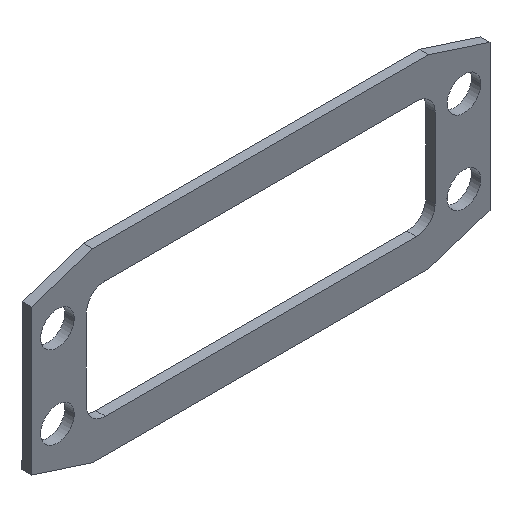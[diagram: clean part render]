
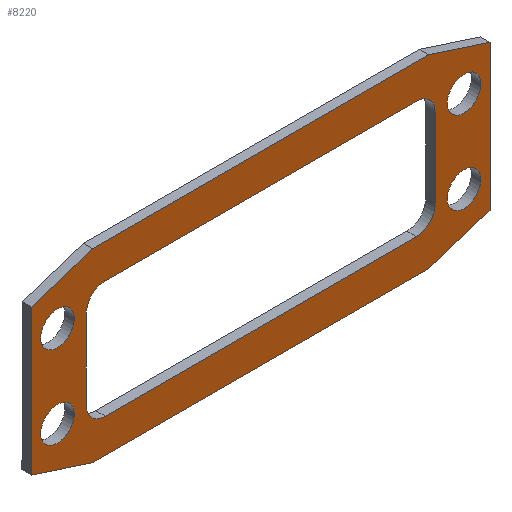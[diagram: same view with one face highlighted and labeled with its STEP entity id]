
A CAD part, isometric view. The second image highlights one B-rep face of the part: STEP entity #8220.
In plain terms, the highlighted face is planar.
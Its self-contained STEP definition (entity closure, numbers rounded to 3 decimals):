
#210=CARTESIAN_POINT('',(21.34,49.287,-4.));
#220=VERTEX_POINT('',#210);
#250=CARTESIAN_POINT('',(21.34,52.837,-4.));
#260=DIRECTION('',(0.,0.,-1.));
#270=DIRECTION('',(1.,0.,0.));
#280=AXIS2_PLACEMENT_3D('',#250,#260,#270);
#290=CIRCLE('',#280,3.55);
#300=CARTESIAN_POINT('',(24.89,52.837,-4.));
#310=VERTEX_POINT('',#300);
#320=EDGE_CURVE('',#310,#220,#290,.T.);
#340=CARTESIAN_POINT('',(21.34,56.387,-4.));
#350=VERTEX_POINT('',#340);
#360=EDGE_CURVE('',#350,#310,#290,.T.);
#630=CARTESIAN_POINT('',(64.434,0.,-4.));
#640=DIRECTION('',(-0.309,0.951,0.));
#650=VECTOR('',#640,1.);
#660=LINE('',#630,#650);
#670=CARTESIAN_POINT('',(49.69,45.377,-4.));
#680=VERTEX_POINT('',#670);
#690=CARTESIAN_POINT('',(45.479,58.337,-4.));
#700=VERTEX_POINT('',#690);
#710=EDGE_CURVE('',#680,#700,#660,.T.);
#1250=CARTESIAN_POINT('',(38.84,49.287,-4.));
#1260=VERTEX_POINT('',#1250);
#1290=CARTESIAN_POINT('',(38.84,52.837,-4.));
#1300=DIRECTION('',(0.,0.,-1.));
#1310=DIRECTION('',(1.,0.,0.));
#1320=AXIS2_PLACEMENT_3D('',#1290,#1300,#1310);
#1330=CIRCLE('',#1320,3.55);
#1340=CARTESIAN_POINT('',(42.39,52.837,-4.));
#1350=VERTEX_POINT('',#1340);
#1360=EDGE_CURVE('',#1350,#1260,#1330,.T.);
#1380=CARTESIAN_POINT('',(38.84,56.387,-4.));
#1390=VERTEX_POINT('',#1380);
#1400=EDGE_CURVE('',#1390,#1350,#1330,.T.);
#1670=CARTESIAN_POINT('',(38.49,-23.063,-4.));
#1680=DIRECTION('',(0.,0.,-1.));
#1690=DIRECTION('',(1.,0.,0.));
#1700=AXIS2_PLACEMENT_3D('',#1670,#1680,#1690);
#1710=CIRCLE('',#1700,4.);
#1720=CARTESIAN_POINT('',(42.49,-23.063,-4.));
#1730=VERTEX_POINT('',#1720);
#1740=CARTESIAN_POINT('',(38.49,-27.063,-4.));
#1750=VERTEX_POINT('',#1740);
#1760=EDGE_CURVE('',#1730,#1750,#1710,.T.);
#2160=CARTESIAN_POINT('',(0.,46.737,-4.));
#2170=DIRECTION('',(-1.,0.,0.));
#2180=VECTOR('',#2170,1.);
#2190=LINE('',#2160,#2180);
#2200=CARTESIAN_POINT('',(38.49,46.737,-4.));
#2210=VERTEX_POINT('',#2200);
#2220=CARTESIAN_POINT('',(21.69,46.737,-4.));
#2230=VERTEX_POINT('',#2220);
#2240=EDGE_CURVE('',#2210,#2230,#2190,.T.);
#2670=CARTESIAN_POINT('',(42.49,42.737,-4.));
#2680=VERTEX_POINT('',#2670);
#2800=CARTESIAN_POINT('',(42.49,0.,-4.));
#2810=DIRECTION('',(0.,-1.,0.));
#2820=VECTOR('',#2810,1.);
#2830=LINE('',#2800,#2820);
#2840=EDGE_CURVE('',#2680,#1730,#2830,.T.);
#3010=CARTESIAN_POINT('',(2.139,0.,-4.));
#3020=DIRECTION('',(0.309,-0.951,0.));
#3030=VECTOR('',#3020,1.);
#3040=LINE('',#3010,#3030);
#3050=CARTESIAN_POINT('',(10.49,-25.703,-4.));
#3060=VERTEX_POINT('',#3050);
#3070=CARTESIAN_POINT('',(14.701,-38.663,-4.));
#3080=VERTEX_POINT('',#3070);
#3090=EDGE_CURVE('',#3060,#3080,#3040,.T.);
#3540=CARTESIAN_POINT('',(49.69,-25.703,-4.));
#3550=VERTEX_POINT('',#3540);
#3650=CARTESIAN_POINT('',(49.69,0.,-4.));
#3660=DIRECTION('',(0.,1.,0.));
#3670=VECTOR('',#3660,1.);
#3680=LINE('',#3650,#3670);
#3690=EDGE_CURVE('',#3550,#680,#3680,.T.);
#4000=CARTESIAN_POINT('',(10.49,45.377,-4.));
#4010=VERTEX_POINT('',#4000);
#4040=CARTESIAN_POINT('',(-4.254,0.,-4.));
#4050=DIRECTION('',(-0.309,-0.951,0.));
#4060=VECTOR('',#4050,1.);
#4070=LINE('',#4040,#4060);
#4080=CARTESIAN_POINT('',(14.701,58.337,-4.));
#4090=VERTEX_POINT('',#4080);
#4100=EDGE_CURVE('',#4090,#4010,#4070,.T.);
#4410=CARTESIAN_POINT('',(38.49,42.737,-4.));
#4420=DIRECTION('',(0.,0.,-1.));
#4430=DIRECTION('',(1.,0.,0.));
#4440=AXIS2_PLACEMENT_3D('',#4410,#4420,#4430);
#4450=CIRCLE('',#4440,4.);
#4460=EDGE_CURVE('',#2210,#2680,#4450,.T.);
#5980=CARTESIAN_POINT('',(10.49,0.,-4.));
#5990=DIRECTION('',(0.,1.,0.));
#6000=VECTOR('',#5990,1.);
#6010=LINE('',#5980,#6000);
#6020=EDGE_CURVE('',#3060,#4010,#6010,.T.);
#6230=CARTESIAN_POINT('',(58.042,0.,-4.));
#6240=DIRECTION('',(0.309,0.951,0.));
#6250=VECTOR('',#6240,1.);
#6260=LINE('',#6230,#6250);
#6270=CARTESIAN_POINT('',(45.479,-38.663,-4.));
#6280=VERTEX_POINT('',#6270);
#6290=EDGE_CURVE('',#6280,#3550,#6260,.T.);
#6570=CARTESIAN_POINT('',(21.34,-36.713,-4.));
#6580=VERTEX_POINT('',#6570);
#6610=CARTESIAN_POINT('',(21.34,-33.163,-4.));
#6620=DIRECTION('',(0.,0.,-1.));
#6630=DIRECTION('',(1.,0.,0.));
#6640=AXIS2_PLACEMENT_3D('',#6610,#6620,#6630);
#6650=CIRCLE('',#6640,3.55);
#6660=CARTESIAN_POINT('',(24.89,-33.163,-4.));
#6670=VERTEX_POINT('',#6660);
#6680=EDGE_CURVE('',#6670,#6580,#6650,.T.);
#6700=CARTESIAN_POINT('',(21.34,-29.613,-4.));
#6710=VERTEX_POINT('',#6700);
#6720=EDGE_CURVE('',#6710,#6670,#6650,.T.);
#7010=CARTESIAN_POINT('',(38.84,-36.713,-4.));
#7020=VERTEX_POINT('',#7010);
#7050=CARTESIAN_POINT('',(38.84,-33.163,-4.));
#7060=DIRECTION('',(0.,0.,-1.));
#7070=DIRECTION('',(1.,0.,0.));
#7080=AXIS2_PLACEMENT_3D('',#7050,#7060,#7070);
#7090=CIRCLE('',#7080,3.55);
#7100=CARTESIAN_POINT('',(42.39,-33.163,-4.));
#7110=VERTEX_POINT('',#7100);
#7120=EDGE_CURVE('',#7110,#7020,#7090,.T.);
#7140=CARTESIAN_POINT('',(38.84,-29.613,-4.));
#7150=VERTEX_POINT('',#7140);
#7160=EDGE_CURVE('',#7150,#7110,#7090,.T.);
#7350=CARTESIAN_POINT('',(37.,67.35,-4.));
#7360=DIRECTION('',(0.,0.,-1.));
#7370=DIRECTION('',(0.,1.,0.));
#7380=AXIS2_PLACEMENT_3D('',#7350,#7360,#7370);
#7390=PLANE('',#7380);
#7400=ORIENTED_EDGE('',*,*,#4100,.F.);
#7410=ORIENTED_EDGE('',*,*,#6020,.T.);
#7420=ORIENTED_EDGE('',*,*,#3090,.F.);
#7430=CARTESIAN_POINT('',(0.,-38.663,-4.));
#7440=DIRECTION('',(1.,0.,0.));
#7450=VECTOR('',#7440,1.);
#7460=LINE('',#7430,#7450);
#7470=EDGE_CURVE('',#3080,#6280,#7460,.T.);
#7480=ORIENTED_EDGE('',*,*,#7470,.F.);
#7490=ORIENTED_EDGE('',*,*,#6290,.F.);
#7500=ORIENTED_EDGE('',*,*,#3690,.F.);
#7510=ORIENTED_EDGE('',*,*,#710,.F.);
#7520=CARTESIAN_POINT('',(0.,58.337,-4.));
#7530=DIRECTION('',(-1.,0.,0.));
#7540=VECTOR('',#7530,1.);
#7550=LINE('',#7520,#7540);
#7560=EDGE_CURVE('',#700,#4090,#7550,.T.);
#7570=ORIENTED_EDGE('',*,*,#7560,.F.);
#7580=EDGE_LOOP('',(#7570,#7510,#7500,#7490,#7480,#7420,#7410,#7400));
#7590=FACE_OUTER_BOUND('',#7580,.T.);
#7600=ORIENTED_EDGE('',*,*,#320,.F.);
#7610=EDGE_CURVE('',#220,#350,#290,.T.);
#7620=ORIENTED_EDGE('',*,*,#7610,.F.);
#7630=ORIENTED_EDGE('',*,*,#360,.F.);
#7640=EDGE_LOOP('',(#7630,#7620,#7600));
#7650=FACE_BOUND('',#7640,.T.);
#7660=ORIENTED_EDGE('',*,*,#1360,.F.);
#7670=EDGE_CURVE('',#1260,#1390,#1330,.T.);
#7680=ORIENTED_EDGE('',*,*,#7670,.F.);
#7690=ORIENTED_EDGE('',*,*,#1400,.F.);
#7700=EDGE_LOOP('',(#7690,#7680,#7660));
#7710=FACE_BOUND('',#7700,.T.);
#7720=CARTESIAN_POINT('',(21.69,42.737,-4.));
#7730=DIRECTION('',(0.,0.,-1.));
#7740=DIRECTION('',(1.,0.,0.));
#7750=AXIS2_PLACEMENT_3D('',#7720,#7730,#7740);
#7760=CIRCLE('',#7750,4.);
#7770=CARTESIAN_POINT('',(17.69,42.737,-4.));
#7780=VERTEX_POINT('',#7770);
#7790=EDGE_CURVE('',#7780,#2230,#7760,.T.);
#7800=ORIENTED_EDGE('',*,*,#7790,.F.);
#7810=ORIENTED_EDGE('',*,*,#2240,.T.);
#7820=ORIENTED_EDGE('',*,*,#4460,.F.);
#7830=ORIENTED_EDGE('',*,*,#2840,.F.);
#7840=ORIENTED_EDGE('',*,*,#1760,.F.);
#7850=CARTESIAN_POINT('',(0.,-27.063,-4.));
#7860=DIRECTION('',(-1.,0.,0.));
#7870=VECTOR('',#7860,1.);
#7880=LINE('',#7850,#7870);
#7890=CARTESIAN_POINT('',(21.69,-27.063,-4.));
#7900=VERTEX_POINT('',#7890);
#7910=EDGE_CURVE('',#1750,#7900,#7880,.T.);
#7920=ORIENTED_EDGE('',*,*,#7910,.F.);
#7930=CARTESIAN_POINT('',(21.69,-23.063,-4.));
#7940=DIRECTION('',(0.,0.,-1.));
#7950=DIRECTION('',(1.,0.,0.));
#7960=AXIS2_PLACEMENT_3D('',#7930,#7940,#7950);
#7970=CIRCLE('',#7960,4.);
#7980=CARTESIAN_POINT('',(17.69,-23.063,-4.));
#7990=VERTEX_POINT('',#7980);
#8000=EDGE_CURVE('',#7900,#7990,#7970,.T.);
#8010=ORIENTED_EDGE('',*,*,#8000,.F.);
#8020=CARTESIAN_POINT('',(17.69,0.,-4.));
#8030=DIRECTION('',(0.,-1.,0.));
#8040=VECTOR('',#8030,1.);
#8050=LINE('',#8020,#8040);
#8060=EDGE_CURVE('',#7780,#7990,#8050,.T.);
#8070=ORIENTED_EDGE('',*,*,#8060,.T.);
#8080=EDGE_LOOP('',(#8070,#8010,#7920,#7840,#7830,#7820,#7810,#7800));
#8090=FACE_BOUND('',#8080,.T.);
#8100=ORIENTED_EDGE('',*,*,#6680,.F.);
#8110=EDGE_CURVE('',#6580,#6710,#6650,.T.);
#8120=ORIENTED_EDGE('',*,*,#8110,.F.);
#8130=ORIENTED_EDGE('',*,*,#6720,.F.);
#8140=EDGE_LOOP('',(#8130,#8120,#8100));
#8150=FACE_BOUND('',#8140,.T.);
#8160=ORIENTED_EDGE('',*,*,#7120,.F.);
#8170=EDGE_CURVE('',#7020,#7150,#7090,.T.);
#8180=ORIENTED_EDGE('',*,*,#8170,.F.);
#8190=ORIENTED_EDGE('',*,*,#7160,.F.);
#8200=EDGE_LOOP('',(#8190,#8180,#8160));
#8210=FACE_BOUND('',#8200,.T.);
#8220=ADVANCED_FACE('',(#7590,#7650,#7710,#8090,#8150,#8210),#7390,.T.);
